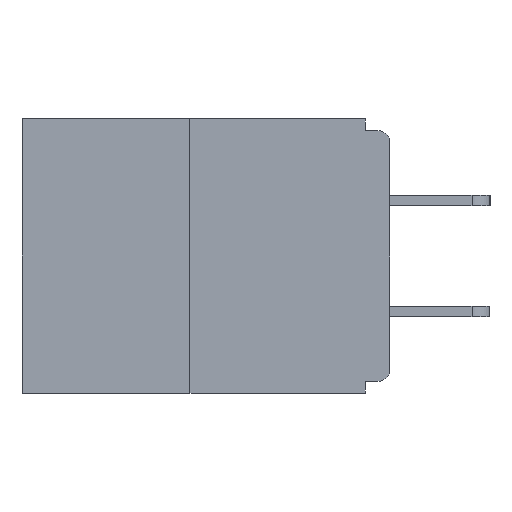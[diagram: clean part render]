
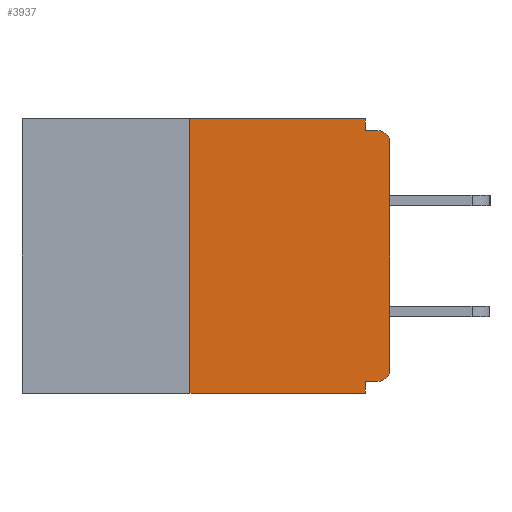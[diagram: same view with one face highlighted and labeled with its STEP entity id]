
A CAD part, left-side view. The second image highlights one B-rep face of the part: STEP entity #3937.
In plain terms, the highlighted planar face has unit normal (-1, 0, 0).
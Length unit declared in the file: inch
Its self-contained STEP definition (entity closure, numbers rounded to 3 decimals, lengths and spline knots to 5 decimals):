
#912 = AXIS2_PLACEMENT_3D ( 'NONE', #7828, #7870, #3760 ) ;
#1046 = CARTESIAN_POINT ( 'NONE',  ( 0., 0.031, -0.343 ) ) ;
#1074 = DIRECTION ( 'NONE',  ( 0., 0., -1. ) ) ;
#1138 = LINE ( 'NONE', #7204, #8360 ) ;
#1731 = CARTESIAN_POINT ( 'NONE',  ( 0., 0.25, 0. ) ) ;
#1749 = ORIENTED_EDGE ( 'NONE', *, *, #2961, .F. ) ;
#1752 = ORIENTED_EDGE ( 'NONE', *, *, #11708, .F. ) ;
#2328 = VECTOR ( 'NONE', #12144, 39.37008 ) ;
#2789 = VECTOR ( 'NONE', #8141, 39.37008 ) ;
#2831 = CARTESIAN_POINT ( 'NONE',  ( 0., 0.031, -0.328 ) ) ;
#2961 = EDGE_CURVE ( 'NONE', #5461, #8256, #11743, .T. ) ;
#3145 = CARTESIAN_POINT ( 'NONE',  ( 0., 0., -0.03 ) ) ;
#3284 = EDGE_CURVE ( 'NONE', #3311, #11874, #6877, .T. ) ;
#3311 = VERTEX_POINT ( 'NONE', #4843 ) ;
#3698 = VERTEX_POINT ( 'NONE', #3145 ) ;
#3760 = DIRECTION ( 'NONE',  ( 0., 0., -1. ) ) ;
#3937 = ADVANCED_FACE ( 'NONE', ( #7368 ), #9339, .F. ) ;
#3946 = VERTEX_POINT ( 'NONE', #4558 ) ;
#4005 = ORIENTED_EDGE ( 'NONE', *, *, #3284, .F. ) ;
#4006 = DIRECTION ( 'NONE',  ( 0., 0., -1. ) ) ;
#4039 = DIRECTION ( 'NONE',  ( 0., 0., 1. ) ) ;
#4086 = CARTESIAN_POINT ( 'NONE',  ( 0., 0.25, -0.343 ) ) ;
#4193 = CARTESIAN_POINT ( 'NONE',  ( 0., 0.015, -0.015 ) ) ;
#4558 = CARTESIAN_POINT ( 'NONE',  ( 0., 0.031, 0. ) ) ;
#4772 = EDGE_CURVE ( 'NONE', #8398, #5493, #9030, .T. ) ;
#4802 = CARTESIAN_POINT ( 'NONE',  ( 0., 0., -0.328 ) ) ;
#4843 = CARTESIAN_POINT ( 'NONE',  ( 0., 0.031, -0.015 ) ) ;
#4882 = ORIENTED_EDGE ( 'NONE', *, *, #9504, .F. ) ;
#5368 = CARTESIAN_POINT ( 'NONE',  ( 0., 0.46, 0. ) ) ;
#5461 = VERTEX_POINT ( 'NONE', #4086 ) ;
#5493 = VERTEX_POINT ( 'NONE', #11143 ) ;
#5518 = ORIENTED_EDGE ( 'NONE', *, *, #5921, .T. ) ;
#5543 = VECTOR ( 'NONE', #4039, 39.37008 ) ;
#5664 = EDGE_LOOP ( 'NONE', ( #11025, #1749, #8008, #1752, #12244, #6925, #10145, #5518, #4005, #4882 ) ) ;
#5681 = VERTEX_POINT ( 'NONE', #2831 ) ;
#5918 = DIRECTION ( 'NONE',  ( 0., 1., 0. ) ) ;
#5921 = EDGE_CURVE ( 'NONE', #3698, #11874, #10995, .T. ) ;
#6239 = EDGE_CURVE ( 'NONE', #8398, #5681, #8061, .T. ) ;
#6269 = DIRECTION ( 'NONE',  ( 0., -1., 0. ) ) ;
#6430 = DIRECTION ( 'NONE',  ( 0., 0., -1. ) ) ;
#6506 = LINE ( 'NONE', #1046, #9143 ) ;
#6651 = VECTOR ( 'NONE', #5918, 39.37008 ) ;
#6846 = VERTEX_POINT ( 'NONE', #11369 ) ;
#6877 = LINE ( 'NONE', #9033, #2789 ) ;
#6925 = ORIENTED_EDGE ( 'NONE', *, *, #4772, .T. ) ;
#7025 = DIRECTION ( 'NONE',  ( 0., 0., -1. ) ) ;
#7077 = AXIS2_PLACEMENT_3D ( 'NONE', #5368, #7422, #6430 ) ;
#7104 = CARTESIAN_POINT ( 'NONE',  ( 0., 0.031, 0. ) ) ;
#7112 = CARTESIAN_POINT ( 'NONE',  ( 0., 0.015, -0.03 ) ) ;
#7204 = CARTESIAN_POINT ( 'NONE',  ( 0., 0.46, -0.343 ) ) ;
#7368 = FACE_OUTER_BOUND ( 'NONE', #5664, .T. ) ;
#7422 = DIRECTION ( 'NONE',  ( 1., 0., 0. ) ) ;
#7806 = VECTOR ( 'NONE', #11883, 39.37008 ) ;
#7828 = CARTESIAN_POINT ( 'NONE',  ( 0., 0.015, -0.313 ) ) ;
#7870 = DIRECTION ( 'NONE',  ( -1., 0., 0. ) ) ;
#8008 = ORIENTED_EDGE ( 'NONE', *, *, #12503, .T. ) ;
#8061 = LINE ( 'NONE', #4802, #6651 ) ;
#8109 = DIRECTION ( 'NONE',  ( -1., 0., 0. ) ) ;
#8141 = DIRECTION ( 'NONE',  ( 0., -1., 0. ) ) ;
#8145 = CARTESIAN_POINT ( 'NONE',  ( 0., 0.25, 0. ) ) ;
#8188 = CARTESIAN_POINT ( 'NONE',  ( 0., 0., 0. ) ) ;
#8256 = VERTEX_POINT ( 'NONE', #1731 ) ;
#8329 = LINE ( 'NONE', #8188, #2328 ) ;
#8360 = VECTOR ( 'NONE', #6269, 39.37008 ) ;
#8398 = VERTEX_POINT ( 'NONE', #10095 ) ;
#9030 = CIRCLE ( 'NONE', #912, 0.015 ) ;
#9033 = CARTESIAN_POINT ( 'NONE',  ( 0., 0., -0.015 ) ) ;
#9143 = VECTOR ( 'NONE', #4006, 39.37008 ) ;
#9339 = PLANE ( 'NONE',  #7077 ) ;
#9504 = EDGE_CURVE ( 'NONE', #3946, #3311, #11759, .T. ) ;
#9553 = EDGE_CURVE ( 'NONE', #5493, #3698, #8329, .T. ) ;
#9717 = EDGE_CURVE ( 'NONE', #8256, #3946, #11645, .T. ) ;
#10095 = CARTESIAN_POINT ( 'NONE',  ( 0., 0.015, -0.328 ) ) ;
#10145 = ORIENTED_EDGE ( 'NONE', *, *, #9553, .T. ) ;
#10621 = AXIS2_PLACEMENT_3D ( 'NONE', #7112, #8109, #7025 ) ;
#10995 = CIRCLE ( 'NONE', #10621, 0.015 ) ;
#11025 = ORIENTED_EDGE ( 'NONE', *, *, #9717, .F. ) ;
#11143 = CARTESIAN_POINT ( 'NONE',  ( 0., 0., -0.313 ) ) ;
#11369 = CARTESIAN_POINT ( 'NONE',  ( 0., 0.031, -0.343 ) ) ;
#11441 = VECTOR ( 'NONE', #1074, 39.37008 ) ;
#11645 = LINE ( 'NONE', #11845, #7806 ) ;
#11708 = EDGE_CURVE ( 'NONE', #5681, #6846, #6506, .T. ) ;
#11743 = LINE ( 'NONE', #8145, #5543 ) ;
#11759 = LINE ( 'NONE', #7104, #11441 ) ;
#11845 = CARTESIAN_POINT ( 'NONE',  ( 0., 0.46, 0. ) ) ;
#11874 = VERTEX_POINT ( 'NONE', #4193 ) ;
#11883 = DIRECTION ( 'NONE',  ( 0., -1., 0. ) ) ;
#12144 = DIRECTION ( 'NONE',  ( 0., 0., 1. ) ) ;
#12244 = ORIENTED_EDGE ( 'NONE', *, *, #6239, .F. ) ;
#12503 = EDGE_CURVE ( 'NONE', #5461, #6846, #1138, .T. ) ;
